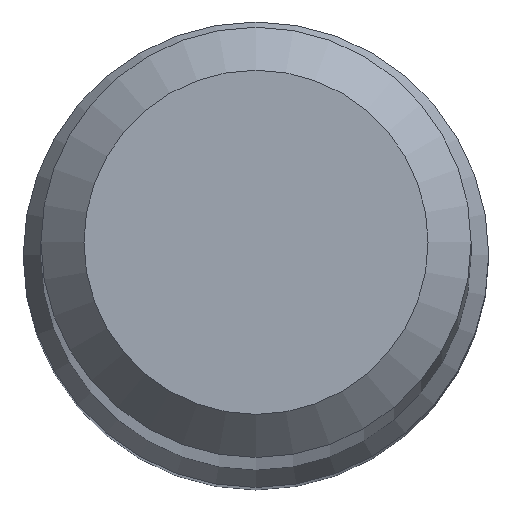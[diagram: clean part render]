
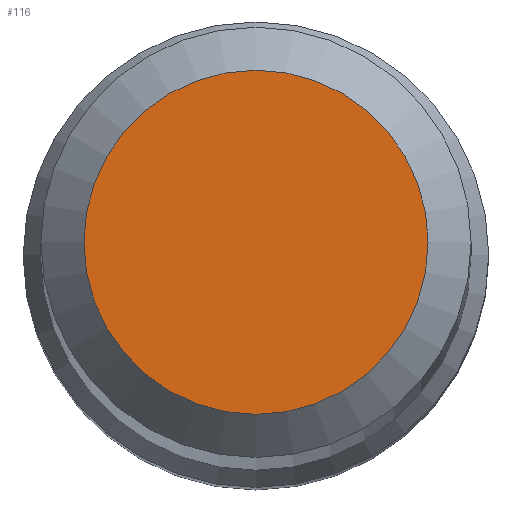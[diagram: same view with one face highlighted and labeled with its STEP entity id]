
A CAD part, top view. The second image highlights one B-rep face of the part: STEP entity #116.
In plain terms, the highlighted planar face has unit normal (0, 0, 1).
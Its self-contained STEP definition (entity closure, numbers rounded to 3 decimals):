
#12 = DIRECTION ( 'NONE',  ( 0., 0., -1. ) ) ;
#16 = EDGE_CURVE ( 'NONE', #131, #131, #199, .T. ) ;
#31 = DIRECTION ( 'NONE',  ( 0., -1., 0. ) ) ;
#34 = AXIS2_PLACEMENT_3D ( 'NONE', #217, #198, #31 ) ;
#38 = CARTESIAN_POINT ( 'NONE',  ( 0., 1.6, 80. ) ) ;
#58 = DIRECTION ( 'NONE',  ( 0., 1., 0. ) ) ;
#61 = AXIS2_PLACEMENT_3D ( 'NONE', #92, #12, #58 ) ;
#92 = CARTESIAN_POINT ( 'NONE',  ( 0., 0., 80. ) ) ;
#107 = FACE_OUTER_BOUND ( 'NONE', #112, .T. ) ;
#112 = EDGE_LOOP ( 'NONE', ( #182 ) ) ;
#116 = ADVANCED_FACE ( 'NONE', ( #107 ), #201, .T. ) ;
#131 = VERTEX_POINT ( 'NONE', #38 ) ;
#182 = ORIENTED_EDGE ( 'NONE', *, *, #16, .F. ) ;
#198 = DIRECTION ( 'NONE',  ( 0., 0., 1. ) ) ;
#199 = CIRCLE ( 'NONE', #61, 1.6 ) ;
#201 = PLANE ( 'NONE',  #34 ) ;
#217 = CARTESIAN_POINT ( 'NONE',  ( 0., 0., 80. ) ) ;
